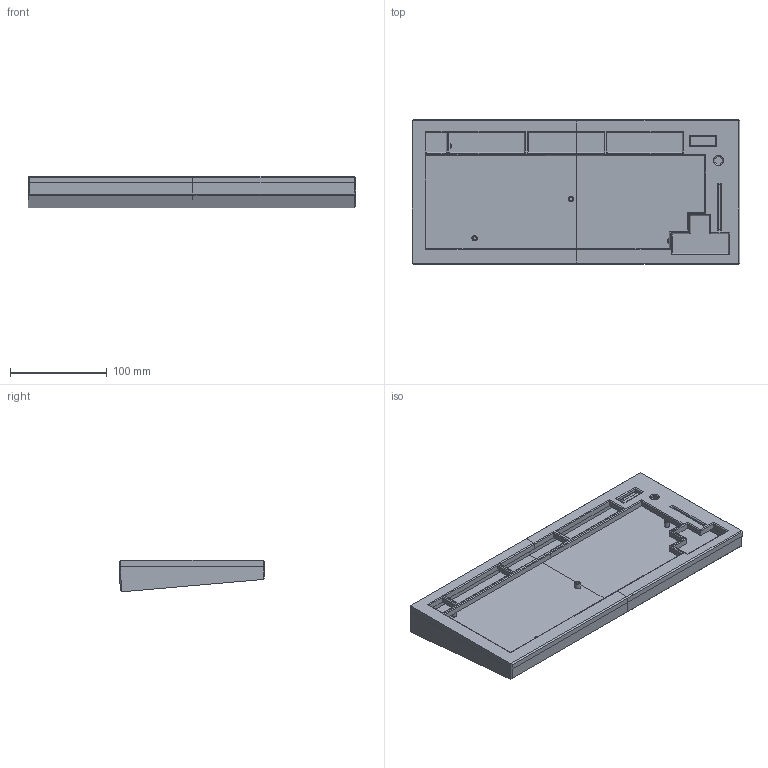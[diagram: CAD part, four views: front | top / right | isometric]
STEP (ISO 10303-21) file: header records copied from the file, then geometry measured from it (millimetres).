
FILE_DESCRIPTION(/* description */ (''),/* implementation_level */ '2;1');
FILE_NAME(/* name */ 'SAT75 v15.step',/* time_stamp */ '2023-11-10T19:50:53-06:00',/* author */ (''),/* organization */ (''),/* preprocessor_version */ 'ST-DEVELOPER v20',/* originating_system */ 'Autodesk Translation Framework v12.14.0.127',/* authorisation */ '');
FILE_SCHEMA (('AUTOMOTIVE_DESIGN { 1 0 10303 214 3 1 1 }'));
Length unit declared in the file: millimetre
Products named in the file (1): SAT75
Bounding box: 338.8 x 149.81 x 32.64 mm (x, y, z)
Volume: 568104.9 mm3; surface area: 187849.1 mm2
Topology: 4 solids, 4 shells, 240 faces, 570 edges, 359 vertices
Faces by surface type: plane 159, cylinder 79, bspline 1, torus 1
Full cylindrical faces by diameter (mm): 2 x8, 3.4 x19, 3.5 x2, 5.5 x5, 8.1 x1
Entity records: 6935 total; most frequent: CARTESIAN_POINT 1200, DIRECTION 1186, ORIENTED_EDGE 1140, EDGE_CURVE 570, LINE 426, VECTOR 426, AXIS2_PLACEMENT_3D 380, VERTEX_POINT 359
